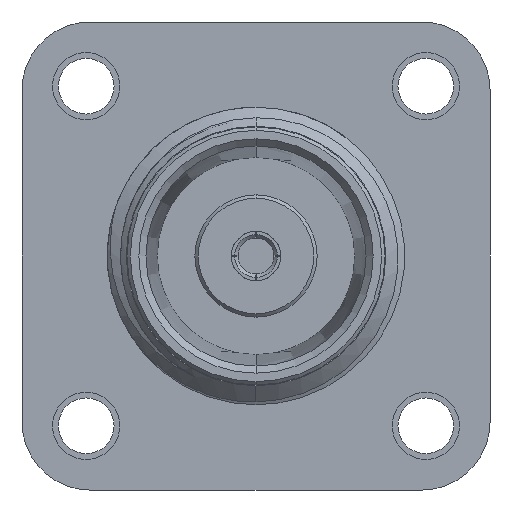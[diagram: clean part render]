
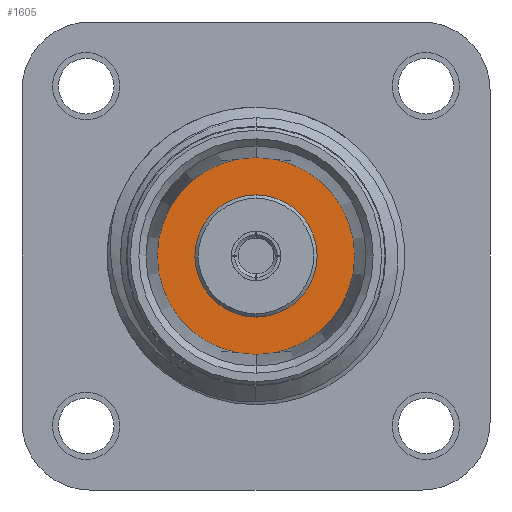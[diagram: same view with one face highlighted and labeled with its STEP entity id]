
A CAD part, left-side view. The second image highlights one B-rep face of the part: STEP entity #1605.
In plain terms, the highlighted planar face has unit normal (-1, 0, 0).
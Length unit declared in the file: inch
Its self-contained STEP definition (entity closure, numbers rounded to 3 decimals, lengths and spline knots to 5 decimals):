
#205 = CARTESIAN_POINT ( 'NONE',  ( 0.33, 0., 0.14521 ) ) ;
#641 = DIRECTION ( 'NONE',  ( 0., 0., 1. ) ) ;
#750 = CIRCLE ( 'NONE', #1959, 0.09 ) ;
#882 = FACE_OUTER_BOUND ( 'NONE', #3684, .T. ) ;
#922 = ORIENTED_EDGE ( 'NONE', *, *, #2820, .T. ) ;
#957 = EDGE_LOOP ( 'NONE', ( #2610, #3341 ) ) ;
#1009 = CIRCLE ( 'NONE', #3898, 0.14521 ) ;
#1114 = AXIS2_PLACEMENT_3D ( 'NONE', #5158, #4228, #641 ) ;
#1269 = DIRECTION ( 'NONE',  ( -1., 0., 0. ) ) ;
#1369 = VERTEX_POINT ( 'NONE', #3745 ) ;
#1530 = VERTEX_POINT ( 'NONE', #205 ) ;
#1546 = DIRECTION ( 'NONE',  ( 0., 0., 1. ) ) ;
#1605 = ADVANCED_FACE ( 'NONE', ( #4476, #882 ), #3504, .T. ) ;
#1959 = AXIS2_PLACEMENT_3D ( 'NONE', #2041, #2540, #4781 ) ;
#2041 = CARTESIAN_POINT ( 'NONE',  ( 0.33, 0., 0. ) ) ;
#2355 = EDGE_CURVE ( 'NONE', #3776, #4148, #750, .T. ) ;
#2540 = DIRECTION ( 'NONE',  ( -1., 0., 0. ) ) ;
#2610 = ORIENTED_EDGE ( 'NONE', *, *, #5428, .F. ) ;
#2820 = EDGE_CURVE ( 'NONE', #1369, #1530, #4540, .T. ) ;
#2944 = CARTESIAN_POINT ( 'NONE',  ( 0.33, 0., 0. ) ) ;
#3293 = CARTESIAN_POINT ( 'NONE',  ( 0.33, 0., 0. ) ) ;
#3341 = ORIENTED_EDGE ( 'NONE', *, *, #2355, .F. ) ;
#3350 = DIRECTION ( 'NONE',  ( -1., 0., 0. ) ) ;
#3372 = DIRECTION ( 'NONE',  ( -1., 0., 0. ) ) ;
#3504 = PLANE ( 'NONE',  #3685 ) ;
#3551 = CARTESIAN_POINT ( 'NONE',  ( 0.33, 0., -0.09 ) ) ;
#3670 = EDGE_CURVE ( 'NONE', #1530, #1369, #1009, .T. ) ;
#3684 = EDGE_LOOP ( 'NONE', ( #4037, #922 ) ) ;
#3685 = AXIS2_PLACEMENT_3D ( 'NONE', #4837, #1269, #4813 ) ;
#3745 = CARTESIAN_POINT ( 'NONE',  ( 0.33, 0., -0.14521 ) ) ;
#3776 = VERTEX_POINT ( 'NONE', #4239 ) ;
#3898 = AXIS2_PLACEMENT_3D ( 'NONE', #3293, #3350, #1546 ) ;
#4037 = ORIENTED_EDGE ( 'NONE', *, *, #3670, .T. ) ;
#4148 = VERTEX_POINT ( 'NONE', #3551 ) ;
#4228 = DIRECTION ( 'NONE',  ( -1., 0., 0. ) ) ;
#4239 = CARTESIAN_POINT ( 'NONE',  ( 0.33, 0., 0.09 ) ) ;
#4476 = FACE_BOUND ( 'NONE', #957, .T. ) ;
#4540 = CIRCLE ( 'NONE', #5783, 0.14521 ) ;
#4762 = DIRECTION ( 'NONE',  ( 0., 0., 1. ) ) ;
#4781 = DIRECTION ( 'NONE',  ( 0., 0., 1. ) ) ;
#4813 = DIRECTION ( 'NONE',  ( 0., 0., 1. ) ) ;
#4837 = CARTESIAN_POINT ( 'NONE',  ( 0.33, 0., 0. ) ) ;
#5158 = CARTESIAN_POINT ( 'NONE',  ( 0.33, 0., 0. ) ) ;
#5413 = CIRCLE ( 'NONE', #1114, 0.09 ) ;
#5428 = EDGE_CURVE ( 'NONE', #4148, #3776, #5413, .T. ) ;
#5783 = AXIS2_PLACEMENT_3D ( 'NONE', #2944, #3372, #4762 ) ;
